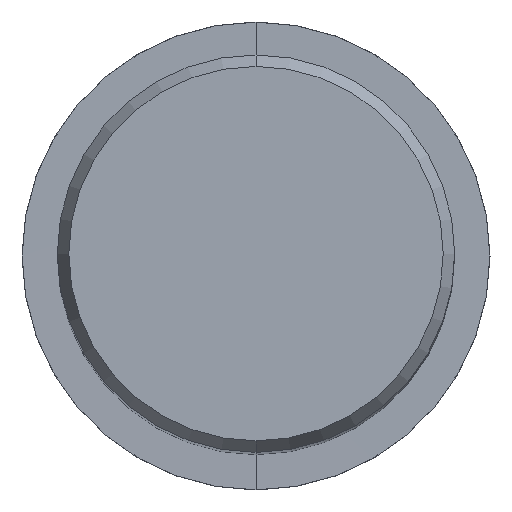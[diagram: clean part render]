
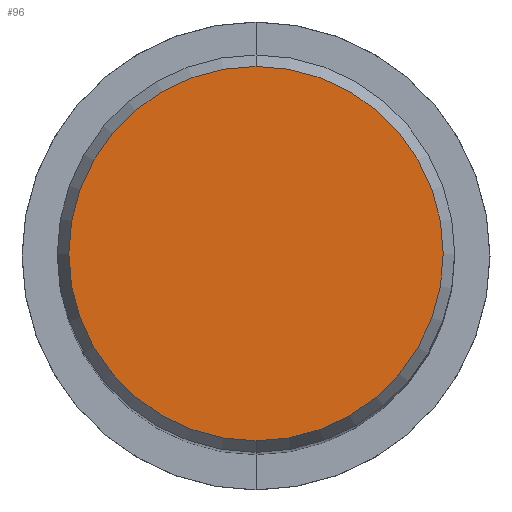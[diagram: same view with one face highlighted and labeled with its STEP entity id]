
A CAD part, top view. The second image highlights one B-rep face of the part: STEP entity #96.
In plain terms, the highlighted planar face has unit normal (0, 0, 1).
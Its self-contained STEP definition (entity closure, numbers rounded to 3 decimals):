
#82=VERTEX_POINT('',#195);
#96=ADVANCED_FACE('',(#212),#213,.T.);
#98=EDGE_CURVE('',#82,#154,#215,.T.);
#100=EDGE_CURVE('',#154,#82,#217,.T.);
#154=VERTEX_POINT('',#279);
#195=CARTESIAN_POINT('',(0.,-7.479,0.01));
#212=FACE_OUTER_BOUND('',#332,.T.);
#213=PLANE('',#333);
#215=CIRCLE('',#336,7.479);
#217=CIRCLE('',#339,7.479);
#279=CARTESIAN_POINT('',(0.0,7.479,0.01));
#332=EDGE_LOOP('',(#473,#474));
#333=AXIS2_PLACEMENT_3D('',#475,#476,#477);
#336=AXIS2_PLACEMENT_3D('',#478,#479,#480);
#339=AXIS2_PLACEMENT_3D('',#481,#482,#483);
#473=ORIENTED_EDGE('',*,*,#100,.F.);
#474=ORIENTED_EDGE('',*,*,#98,.F.);
#475=CARTESIAN_POINT('',(0.0,3.74,0.01));
#476=DIRECTION('',(-0.0,0.0,1.0));
#477=DIRECTION('',(0.0,-1.0,0.0));
#478=CARTESIAN_POINT('',(0.0,0.0,0.01));
#479=DIRECTION('',(0.0,0.0,-1.0));
#480=DIRECTION('',(0.0,1.0,0.0));
#481=CARTESIAN_POINT('',(0.0,0.0,0.01));
#482=DIRECTION('',(0.0,0.0,-1.0));
#483=DIRECTION('',(0.0,1.0,0.0));
